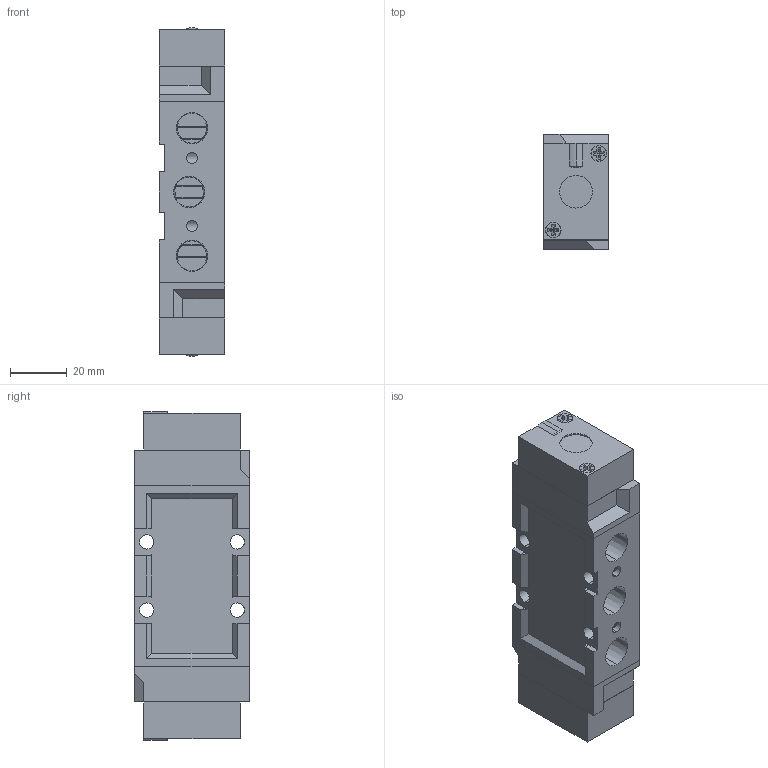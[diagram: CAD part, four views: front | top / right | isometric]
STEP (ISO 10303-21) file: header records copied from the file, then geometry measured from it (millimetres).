
FILE_DESCRIPTION (( 'STEP AP203' ), '1' );
FILE_NAME ('SNP3200.STEP', '2016-01-13T03:25:26', ( 'yrd8' ), ( 'Hewlett-Packard Company' ), 'SwSTEP 2.0', 'SolidWorks 2008', '' );
FILE_SCHEMA (( 'CONFIG_CONTROL_DESIGN' ));
Length unit declared in the file: millimetre
Products named in the file (4): SNP3200; SNP3000 Body; SNP3000 PPS Semi_ル遽; SNP3000 Pilot_ル遽
Assembly tree (5 placements, depth 2):
  SNP3200
    SNP3000 Body
    SNP3000 Pilot_ル遽  x2
    SNP3000 PPS Semi_ル遽  x2
Bounding box: 23 x 40.5 x 115.8 mm (x, y, z)
Volume: 87502 mm3; surface area: 27544.8 mm2
Topology: 5 solids, 5 shells, 236 faces, 589 edges, 386 vertices
Faces by surface type: plane 160, cylinder 64, cone 10, torus 2
Entity records: 5645 total; most frequent: CARTESIAN_POINT 1041, DIRECTION 867, ORIENTED_EDGE 844, EDGE_CURVE 422, AXIS2_PLACEMENT_3D 292, LINE 283, VECTOR 283, VERTEX_POINT 278
